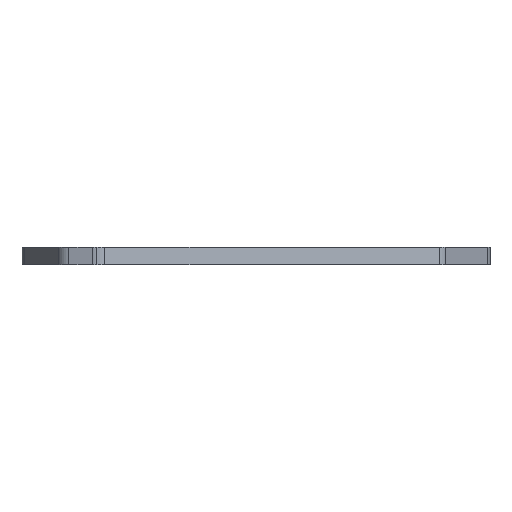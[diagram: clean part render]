
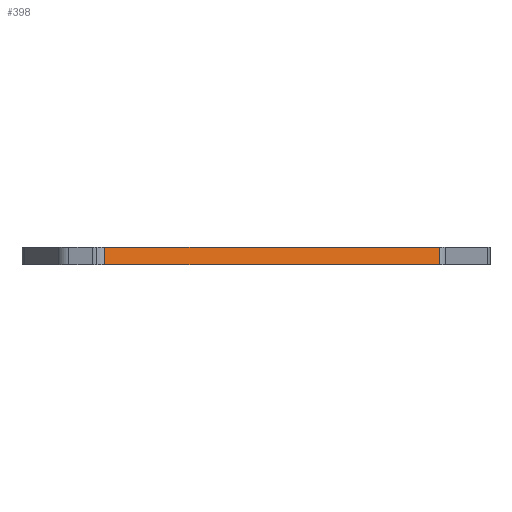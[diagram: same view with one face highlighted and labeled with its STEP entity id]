
A CAD part, left-side view. The second image highlights one B-rep face of the part: STEP entity #398.
In plain terms, the highlighted planar face has unit normal (-0.866, -0.5, 0).
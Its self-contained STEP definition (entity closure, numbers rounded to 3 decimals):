
#15 = VERTEX_POINT ( 'NONE', #1596 ) ;
#70 = LINE ( 'NONE', #1336, #532 ) ;
#164 = DIRECTION ( 'NONE',  ( 0., 0., -1. ) ) ;
#171 = DIRECTION ( 'NONE',  ( -0.5, 0.866, 0. ) ) ;
#202 = EDGE_CURVE ( 'NONE', #15, #1298, #491, .T. ) ;
#271 = VECTOR ( 'NONE', #662, 1000. ) ;
#353 = EDGE_CURVE ( 'NONE', #788, #500, #1044, .T. ) ;
#380 = FACE_OUTER_BOUND ( 'NONE', #1593, .T. ) ;
#398 = ADVANCED_FACE ( 'NONE', ( #380 ), #1170, .F. ) ;
#401 = ORIENTED_EDGE ( 'NONE', *, *, #202, .T. ) ;
#445 = EDGE_CURVE ( 'NONE', #788, #1298, #1468, .T. ) ;
#489 = CARTESIAN_POINT ( 'NONE',  ( -5.402, 9.356, 3.175 ) ) ;
#491 = LINE ( 'NONE', #523, #271 ) ;
#500 = VERTEX_POINT ( 'NONE', #1617 ) ;
#523 = CARTESIAN_POINT ( 'NONE',  ( -5.402, 9.356, 3.175 ) ) ;
#532 = VECTOR ( 'NONE', #1043, 1000. ) ;
#662 = DIRECTION ( 'NONE',  ( 0., 0., 1. ) ) ;
#788 = VERTEX_POINT ( 'NONE', #931 ) ;
#832 = AXIS2_PLACEMENT_3D ( 'NONE', #1014, #1154, #171 ) ;
#877 = ORIENTED_EDGE ( 'NONE', *, *, #445, .F. ) ;
#931 = CARTESIAN_POINT ( 'NONE',  ( -41.329, 71.583, 3.175 ) ) ;
#1014 = CARTESIAN_POINT ( 'NONE',  ( 0., 0., 3.175 ) ) ;
#1043 = DIRECTION ( 'NONE',  ( 0.5, -0.866, 0. ) ) ;
#1044 = LINE ( 'NONE', #1834, #1290 ) ;
#1092 = VECTOR ( 'NONE', #1430, 1000. ) ;
#1122 = ORIENTED_EDGE ( 'NONE', *, *, #353, .T. ) ;
#1154 = DIRECTION ( 'NONE',  ( 0.866, 0.5, 0. ) ) ;
#1170 = PLANE ( 'NONE',  #832 ) ;
#1175 = CARTESIAN_POINT ( 'NONE',  ( 0., 0., 3.175 ) ) ;
#1233 = EDGE_CURVE ( 'NONE', #500, #15, #70, .T. ) ;
#1290 = VECTOR ( 'NONE', #164, 1000. ) ;
#1298 = VERTEX_POINT ( 'NONE', #489 ) ;
#1336 = CARTESIAN_POINT ( 'NONE',  ( 0., 0., 0. ) ) ;
#1430 = DIRECTION ( 'NONE',  ( 0.5, -0.866, 0. ) ) ;
#1468 = LINE ( 'NONE', #1175, #1092 ) ;
#1593 = EDGE_LOOP ( 'NONE', ( #877, #1122, #1679, #401 ) ) ;
#1596 = CARTESIAN_POINT ( 'NONE',  ( -5.402, 9.356, 0. ) ) ;
#1617 = CARTESIAN_POINT ( 'NONE',  ( -41.329, 71.583, 0. ) ) ;
#1679 = ORIENTED_EDGE ( 'NONE', *, *, #1233, .T. ) ;
#1834 = CARTESIAN_POINT ( 'NONE',  ( -41.329, 71.583, 0. ) ) ;
